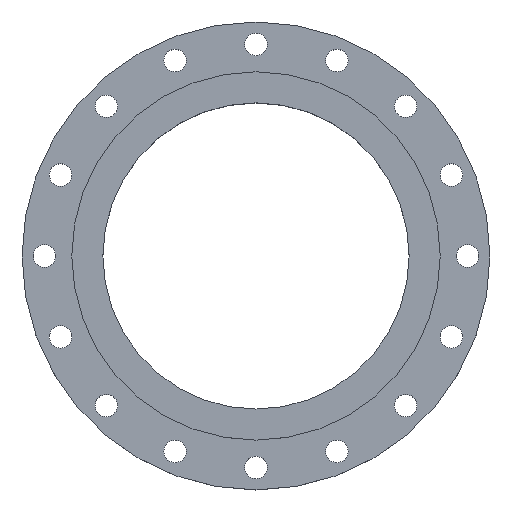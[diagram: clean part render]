
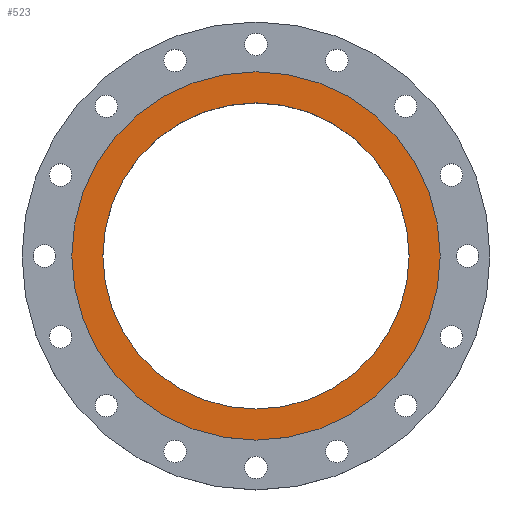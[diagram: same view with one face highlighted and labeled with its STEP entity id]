
A CAD part, top view. The second image highlights one B-rep face of the part: STEP entity #523.
In plain terms, the highlighted planar face has unit normal (0, 0, 1).
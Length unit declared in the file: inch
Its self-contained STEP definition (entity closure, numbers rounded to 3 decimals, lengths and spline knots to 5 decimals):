
#32 = ORIENTED_EDGE ( 'NONE', *, *, #805, .T. ) ;
#53 = DIRECTION ( 'NONE',  ( 1., 0., 0. ) ) ;
#108 = DIRECTION ( 'NONE',  ( -1., 0., 0. ) ) ;
#126 = CARTESIAN_POINT ( 'NONE',  ( -7.688, 0., 0. ) ) ;
#157 = CARTESIAN_POINT ( 'NONE',  ( 0., 0., 0. ) ) ;
#223 = ORIENTED_EDGE ( 'NONE', *, *, #1718, .F. ) ;
#287 = EDGE_LOOP ( 'NONE', ( #223, #598 ) ) ;
#314 = DIRECTION ( 'NONE',  ( 0., 0., 1. ) ) ;
#376 = CIRCLE ( 'NONE', #1188, 9.25 ) ;
#404 = DIRECTION ( 'NONE',  ( 1., 0., 0. ) ) ;
#523 = ADVANCED_FACE ( 'NONE', ( #526, #792 ), #902, .F. ) ;
#526 = FACE_BOUND ( 'NONE', #287, .T. ) ;
#555 = EDGE_LOOP ( 'NONE', ( #709, #32 ) ) ;
#570 = DIRECTION ( 'NONE',  ( 1., 0., 0. ) ) ;
#598 = ORIENTED_EDGE ( 'NONE', *, *, #1490, .F. ) ;
#659 = AXIS2_PLACEMENT_3D ( 'NONE', #157, #1213, #53 ) ;
#709 = ORIENTED_EDGE ( 'NONE', *, *, #1499, .T. ) ;
#780 = DIRECTION ( 'NONE',  ( 0., 0., -1. ) ) ;
#787 = CARTESIAN_POINT ( 'NONE',  ( 0., 0., 0. ) ) ;
#792 = FACE_OUTER_BOUND ( 'NONE', #555, .T. ) ;
#805 = EDGE_CURVE ( 'NONE', #982, #991, #1566, .T. ) ;
#881 = AXIS2_PLACEMENT_3D ( 'NONE', #1215, #314, #570 ) ;
#896 = CARTESIAN_POINT ( 'NONE',  ( -9.25, 0., 0. ) ) ;
#902 = PLANE ( 'NONE',  #1283 ) ;
#982 = VERTEX_POINT ( 'NONE', #896 ) ;
#991 = VERTEX_POINT ( 'NONE', #1443 ) ;
#1016 = VERTEX_POINT ( 'NONE', #126 ) ;
#1065 = DIRECTION ( 'NONE',  ( 0., 0., 1. ) ) ;
#1119 = VERTEX_POINT ( 'NONE', #1212 ) ;
#1134 = AXIS2_PLACEMENT_3D ( 'NONE', #787, #1065, #1610 ) ;
#1188 = AXIS2_PLACEMENT_3D ( 'NONE', #1485, #1326, #404 ) ;
#1212 = CARTESIAN_POINT ( 'NONE',  ( 7.688, 0., 0. ) ) ;
#1213 = DIRECTION ( 'NONE',  ( 0., 0., 1. ) ) ;
#1215 = CARTESIAN_POINT ( 'NONE',  ( 0., 0., 0. ) ) ;
#1283 = AXIS2_PLACEMENT_3D ( 'NONE', #1450, #780, #108 ) ;
#1326 = DIRECTION ( 'NONE',  ( 0., 0., 1. ) ) ;
#1443 = CARTESIAN_POINT ( 'NONE',  ( 9.25, 0., 0. ) ) ;
#1450 = CARTESIAN_POINT ( 'NONE',  ( 0., 7.688, 0. ) ) ;
#1485 = CARTESIAN_POINT ( 'NONE',  ( 0., 0., 0. ) ) ;
#1490 = EDGE_CURVE ( 'NONE', #1016, #1119, #1707, .T. ) ;
#1499 = EDGE_CURVE ( 'NONE', #991, #982, #376, .T. ) ;
#1536 = CIRCLE ( 'NONE', #659, 7.688 ) ;
#1566 = CIRCLE ( 'NONE', #881, 9.25 ) ;
#1610 = DIRECTION ( 'NONE',  ( 1., 0., 0. ) ) ;
#1707 = CIRCLE ( 'NONE', #1134, 7.688 ) ;
#1718 = EDGE_CURVE ( 'NONE', #1119, #1016, #1536, .T. ) ;
